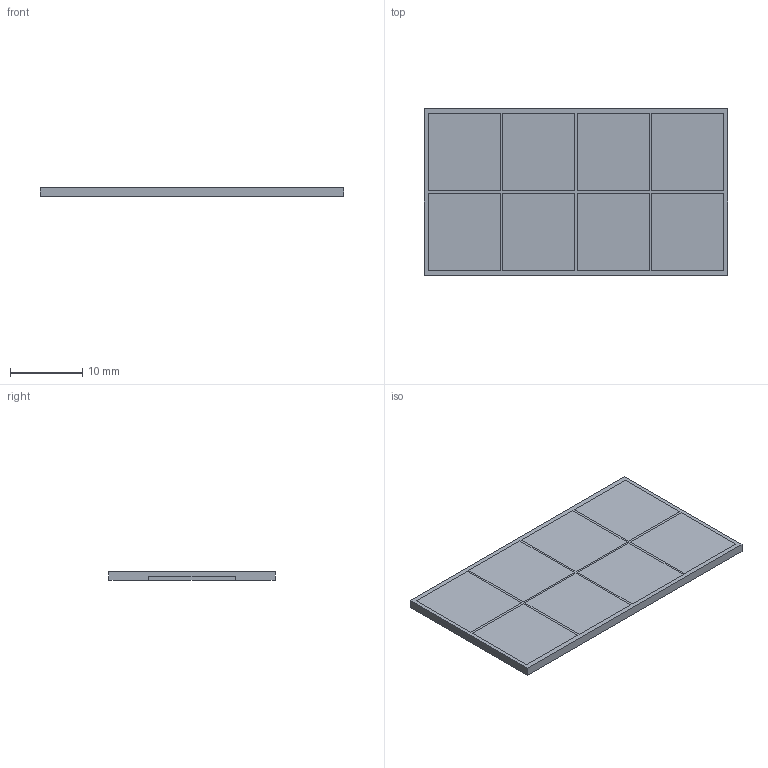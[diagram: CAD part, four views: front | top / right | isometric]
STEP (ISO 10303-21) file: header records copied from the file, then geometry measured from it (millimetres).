
FILE_DESCRIPTION(/* description */ ('STEP AP242','CAx-IF Rec.Pracs.---Representation and Presentation of Product Manufacturing Information (PMI)---4.0---2014-10-13','CAx-IF Rec.Pracs.---3D Tessellated Geometry---0.4---2014-09-14','2;1'),/* implementation_level */ '2;1');
FILE_NAME(/* name */ '660ef39f453a152df880a1b4',/* time_stamp */ '2024-04-04T18:38:24Z',/* author */ (''),/* organization */ (''),/* preprocessor_version */ 'ST-DEVELOPER v19.4',/* originating_system */ ' ',/* authorisation */ ' ');
FILE_SCHEMA (('AP242_MANAGED_MODEL_BASED_3D_ENGINEERING_MIM_LF { 1 0 10303 442 1 1 4 }'));
Length unit declared in the file: metre
Products named in the file (11): Cell3; Base; Contact1; Contact2; Cell1; Cell2; Cell4; Cell5; Cell6; Cell7; Cell8
Bounding box: 42 x 23 x 1.2 mm (x, y, z)
Volume: 1159.2 mm3; surface area: 4262.2 mm2
Topology: 11 solids, 11 shells, 114 faces, 268 edges, 176 vertices
Faces by surface type: plane 114
Entity records: 3478 total; most frequent: CARTESIAN_POINT 569, ORIENTED_EDGE 536, DIRECTION 518, EDGE_CURVE 268, LINE 268, VECTOR 268, VERTEX_POINT 176, AXIS2_PLACEMENT_3D 125
